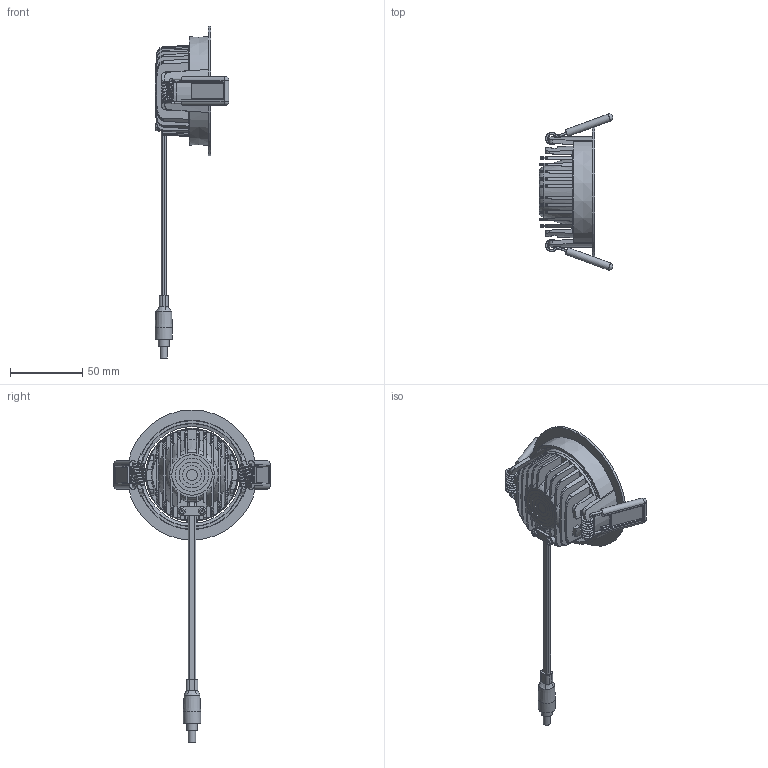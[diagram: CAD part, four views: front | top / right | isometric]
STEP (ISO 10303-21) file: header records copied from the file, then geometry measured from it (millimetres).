
FILE_DESCRIPTION (( 'STEP AP214' ), '1' );
FILE_NAME ('SP_ADJ_SW.STEP', '2024-12-10T10:13:59', ( '' ), ( '' ), 'SwSTEP 2.0', 'SolidWorks 2022', '' );
FILE_SCHEMA (( 'AUTOMOTIVE_DESIGN' ));
Length unit declared in the file: millimetre
Products named in the file (1): SP_ADJ_SW
Bounding box: 51.12 x 108.14 x 229.97 mm (x, y, z)
Volume: 85603.8 mm3; surface area: 62679.6 mm2
Topology: 12 solids, 12 shells, 638 faces, 1718 edges, 1116 vertices
Faces by surface type: plane 226, cone 167, cylinder 128, torus 71, bspline 42, sphere 4
Full cylindrical faces by diameter (mm): 1.4 x6, 3.184 x1, 3.2 x3, 5 x1, 7 x2, 7.5 x1, 12 x1, 28 x1, 38.5 x1, 43.8 x1, 44.897 x1
Entity records: 36726 total; most frequent: CARTESIAN_POINT 14885, ORIENTED_EDGE 3302, DIRECTION 2731, EDGE_CURVE 1651, AXIS2_PLACEMENT_3D 1132, VERTEX_POINT 1088, EDGE_LOOP 699, FACE_OUTER_BOUND 665
